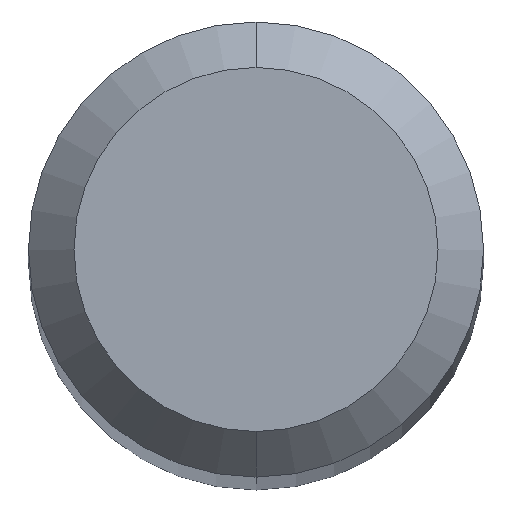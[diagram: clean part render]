
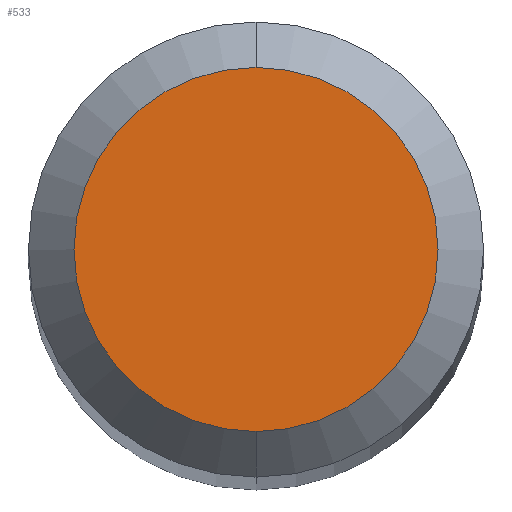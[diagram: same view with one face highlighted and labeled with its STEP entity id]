
A CAD part, top view. The second image highlights one B-rep face of the part: STEP entity #533.
In plain terms, the highlighted planar face has unit normal (0, 0, 1).
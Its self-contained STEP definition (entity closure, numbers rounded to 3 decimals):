
#357=EDGE_CURVE('',#749,#397,#970,.T.);
#397=VERTEX_POINT('',#1012);
#497=EDGE_CURVE('',#397,#749,#1121,.T.);
#533=ADVANCED_FACE('',(#1160),#1161,.T.);
#749=VERTEX_POINT('',#1401);
#970=CIRCLE('',#1684,1.2);
#1012=CARTESIAN_POINT('',(0.,-1.2,0.0));
#1121=CIRCLE('',#2543,1.2);
#1160=FACE_OUTER_BOUND('',#2677,.T.);
#1161=PLANE('',#2678);
#1401=CARTESIAN_POINT('',(0.0,1.2,0.0));
#1684=AXIS2_PLACEMENT_3D('',#5071,#5072,#5073);
#2543=AXIS2_PLACEMENT_3D('',#5235,#5236,#5237);
#2677=EDGE_LOOP('',(#5276,#5277));
#2678=AXIS2_PLACEMENT_3D('',#5278,#5279,#5280);
#5071=CARTESIAN_POINT('',(0.0,0.0,0.0));
#5072=DIRECTION('',(0.0,0.0,-1.0));
#5073=DIRECTION('',(0.0,1.0,0.0));
#5235=CARTESIAN_POINT('',(0.0,0.0,0.0));
#5236=DIRECTION('',(0.0,0.0,-1.0));
#5237=DIRECTION('',(0.0,1.0,0.0));
#5276=ORIENTED_EDGE('',*,*,#357,.F.);
#5277=ORIENTED_EDGE('',*,*,#497,.F.);
#5278=CARTESIAN_POINT('',(0.0,0.6,0.0));
#5279=DIRECTION('',(-0.0,0.0,1.0));
#5280=DIRECTION('',(0.0,-1.0,0.0));
